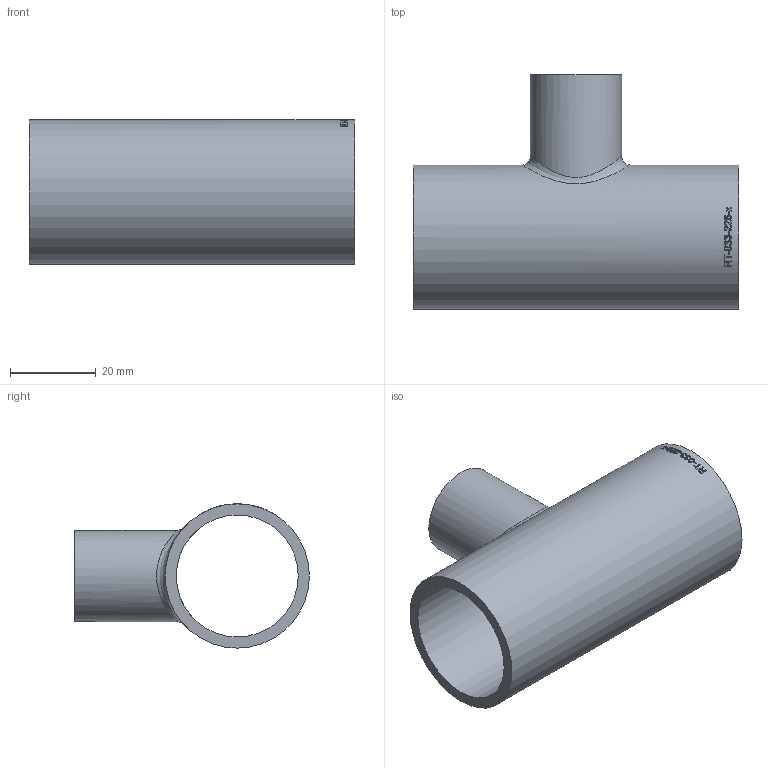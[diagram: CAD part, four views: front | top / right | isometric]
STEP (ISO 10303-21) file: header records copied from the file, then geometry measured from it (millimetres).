
FILE_DESCRIPTION (( 'STEP AP214' ), '1' );
FILE_NAME ('RT-033-226-x T-Stück Ø33,7x2,6-Ø21,3x2,3 BL76 1910.STEP', '2019-10-23T09:26:19', ( '' ), ( '' ), 'SwSTEP 2.0', 'SolidWorks 2016', '' );
FILE_SCHEMA (( 'AUTOMOTIVE_DESIGN' ));
Length unit declared in the file: millimetre
Products named in the file (1): RT-033-226-x T-Stück Ø33,7x2,6-Ø21,3x2,3 BL76 1910
Bounding box: 76 x 54.85 x 33.7 mm (x, y, z)
Volume: 21817.7 mm3; surface area: 17695.1 mm2
Topology: 1 solids, 1 shells, 166 faces, 445 edges, 296 vertices
Faces by surface type: bspline 103, plane 42, cylinder 21
Full cylindrical faces by diameter (mm): 16.7 x1, 21.3 x1, 28.5 x1, 33.7 x1
Entity records: 15488 total; most frequent: CARTESIAN_POINT 10594, ORIENTED_EDGE 860, EDGE_CURVE 430, B_SPLINE_CURVE_WITH_KNOTS 316, DIRECTION 292, VERTEX_POINT 290, EDGE_LOOP 190, FACE_OUTER_BOUND 170
